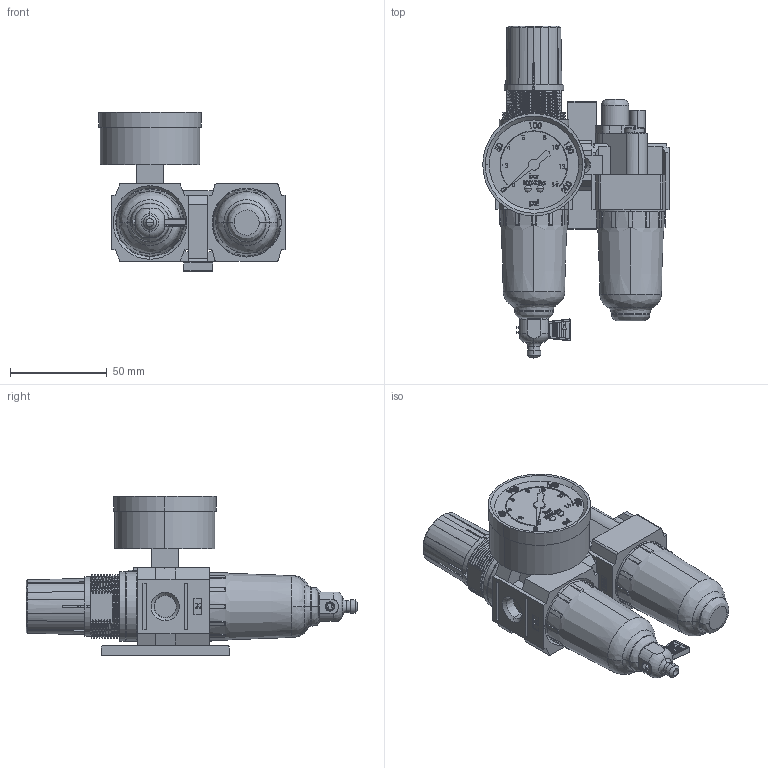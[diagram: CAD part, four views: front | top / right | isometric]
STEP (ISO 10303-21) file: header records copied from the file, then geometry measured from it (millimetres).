
FILE_DESCRIPTION (( 'STEP AP214' ), '1' );
FILE_NAME ('FRL20.STEP', '2021-11-18T03:21:11', ( 'User' ), ( '' ), 'SwSTEP 2.0', 'SolidWorks 2014', '' );
FILE_SCHEMA (( 'AUTOMOTIVE_DESIGN' ));
Length unit declared in the file: millimetre
Products named in the file (27): r2110; 2-埋入式壓力錶; r2102; F2002; W2001; 零件1^FR20; F5012; FRL20; F5010; C2045; C2044; L20; L20-3D; FR20
Assembly tree (14 placements, depth 3):
  2-埋入式壓力錶
  F2002
  零件1^FR20
  F5012
  FRL20
    FR20
      r2102
Bounding box: 96.5 x 171.72 x 82.4 mm (x, y, z)
Volume: 275568.1 mm3; surface area: 76893.1 mm2
Topology: 10 solids, 10 shells, 1786 faces, 4674 edges, 3043 vertices
Faces by surface type: plane 1002, cylinder 316, bspline 294, cone 116, torus 54, sphere 4
Entity records: 88289 total; most frequent: CARTESIAN_POINT 42862, ORIENTED_EDGE 9328, DIRECTION 7574, EDGE_CURVE 4664, VERTEX_POINT 3039, VECTOR 2836, LINE 2836, AXIS2_PLACEMENT_3D 2369
